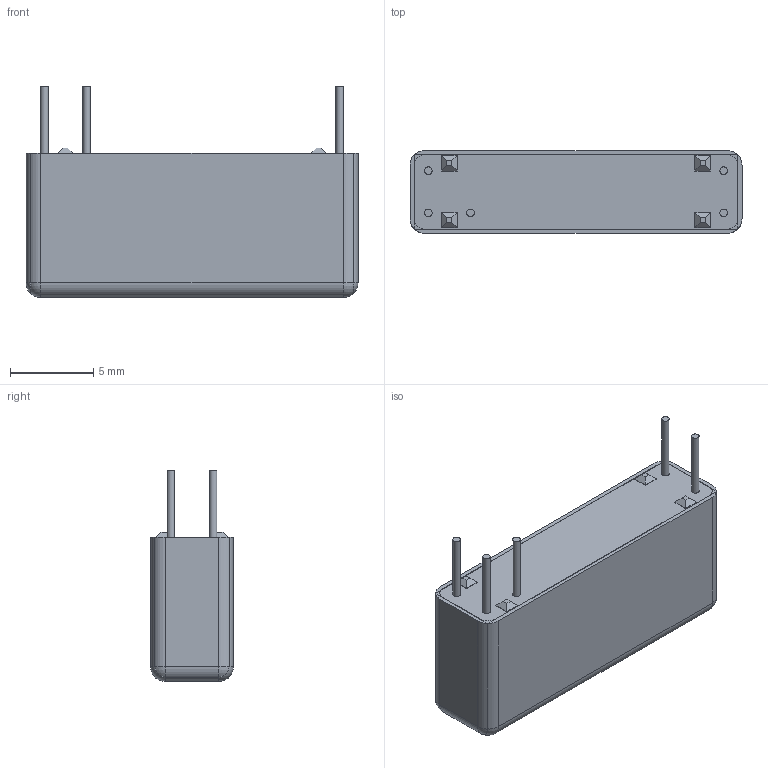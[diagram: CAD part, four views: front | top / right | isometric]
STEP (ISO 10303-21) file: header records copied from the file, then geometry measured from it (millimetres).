
FILE_DESCRIPTION((''),'2;1');
FILE_NAME('2341-XX-0X0 (A).stp','2013-06-06T16:18:05',('odafonseca'),(''),'Autodesk Inventor 2013','Autodesk Inventor 2013','');
FILE_SCHEMA(('AUTOMOTIVE_DESIGN { 1 0 10303 214 1 1 1 1 }'));
Length unit declared in the file: inch
Products named in the file (1): 2341-XX-0X0 (A)
Bounding box: 19.99 x 4.98 x 12.7 mm (x, y, z)
Volume: 855.5 mm3; surface area: 1582.6 mm2
Topology: 2 solids, 2 shells, 376 faces, 979 edges, 634 vertices
Faces by surface type: plane 210, bspline 135, cylinder 23, sphere 8
Full cylindrical faces by diameter (mm): 0.457 x5
Entity records: 12455 total; most frequent: CARTESIAN_POINT 3770, ORIENTED_EDGE 1932, DIRECTION 1226, EDGE_CURVE 966, VECTOR 642, LINE 642, VERTEX_POINT 634, EDGE_LOOP 416
